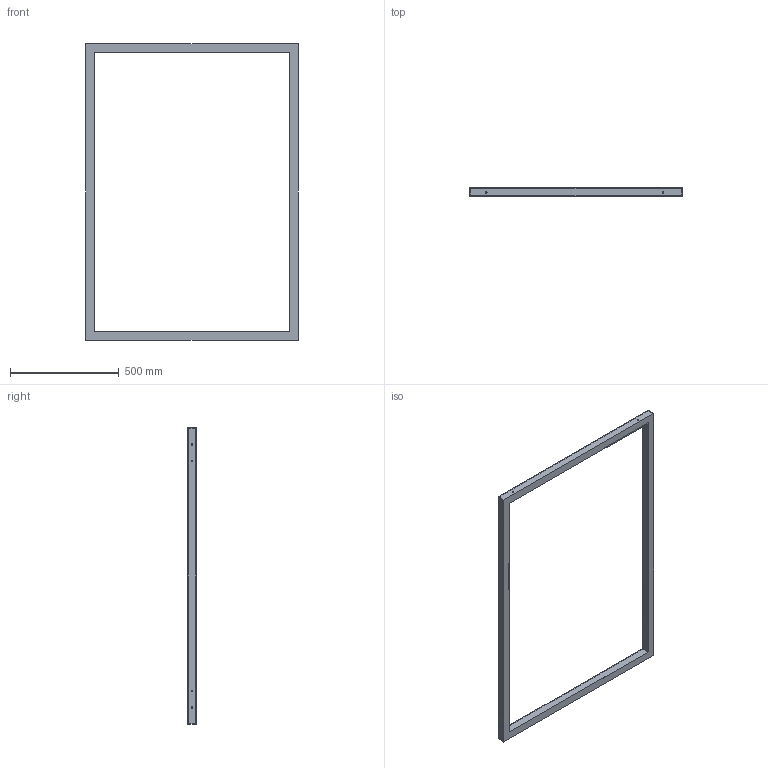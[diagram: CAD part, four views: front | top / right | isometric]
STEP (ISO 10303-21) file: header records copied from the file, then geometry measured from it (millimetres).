
FILE_DESCRIPTION(/* description */ (''),/* implementation_level */ '2;1');
FILE_NAME(/* name */ 'GE-17399-826_1.stp',/* time_stamp */ '2017-01-08T14:10:19-05:00',/* author */ ('jeff1'),/* organization */ (''),/* preprocessor_version */ 'ST-DEVELOPER v16.5',/* originating_system */ 'Autodesk Inventor 2017',/* authorisation */ '');
FILE_SCHEMA (('AUTOMOTIVE_DESIGN { 1 0 10303 214 3 1 1 }'));
Length unit declared in the file: inch
Products named in the file (1): GE-17399-826_1
Bounding box: 977.9 x 38.1 x 1365.25 mm (x, y, z)
Volume: 2008723.4 mm3; surface area: 1266685.4 mm2
Topology: 1 solids, 1 shells, 40 faces, 108 edges, 72 vertices
Faces by surface type: plane 20, cylinder 20
Full cylindrical faces by diameter (mm): 6.756 x20
Entity records: 1288 total; most frequent: DIRECTION 210, CARTESIAN_POINT 201, ORIENTED_EDGE 176, EDGE_LOOP 104, EDGE_CURVE 88, AXIS2_PLACEMENT_3D 81, VERTEX_POINT 72, FACE_BOUND 64
